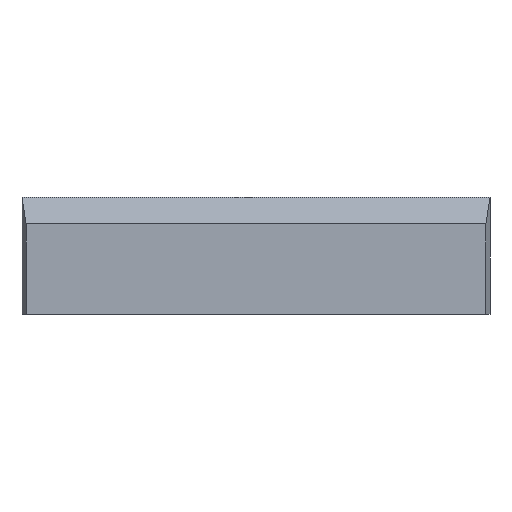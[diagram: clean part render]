
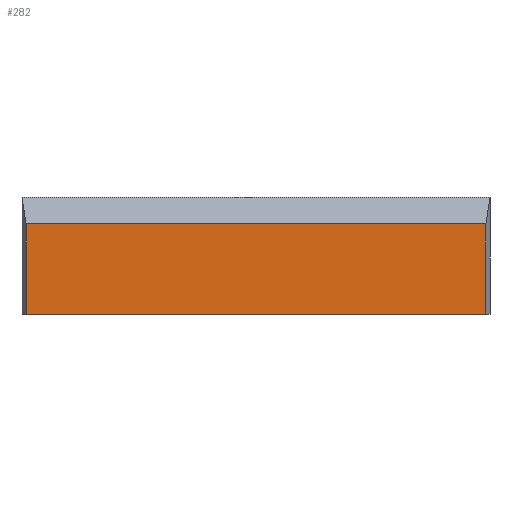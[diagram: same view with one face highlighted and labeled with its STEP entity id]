
A CAD part, top view. The second image highlights one B-rep face of the part: STEP entity #282.
In plain terms, the highlighted planar face has unit normal (0, 0, 1).
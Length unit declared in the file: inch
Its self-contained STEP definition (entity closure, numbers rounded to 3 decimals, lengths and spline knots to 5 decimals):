
#9 = DIRECTION ( 'NONE',  ( 0., 1., 0. ) ) ;
#13 = VERTEX_POINT ( 'NONE', #236 ) ;
#17 = DIRECTION ( 'NONE',  ( 0., 0., -1. ) ) ;
#35 = CARTESIAN_POINT ( 'NONE',  ( 1.7952, -2.90406, 0.11811 ) ) ;
#46 = EDGE_CURVE ( 'NONE', #49, #13, #269, .T. ) ;
#49 = VERTEX_POINT ( 'NONE', #243 ) ;
#57 = VECTOR ( 'NONE', #9, 39.37008 ) ;
#58 = CARTESIAN_POINT ( 'NONE',  ( 0., 0.35047, 0.11811 ) ) ;
#60 = FACE_OUTER_BOUND ( 'NONE', #168, .T. ) ;
#65 = LINE ( 'NONE', #182, #311 ) ;
#72 = ORIENTED_EDGE ( 'NONE', *, *, #175, .T. ) ;
#90 = CARTESIAN_POINT ( 'NONE',  ( 0.01582, 0., 0.11811 ) ) ;
#105 = DIRECTION ( 'NONE',  ( 1., 0., 0. ) ) ;
#112 = CARTESIAN_POINT ( 'NONE',  ( 0., 0.45276, 0.11811 ) ) ;
#125 = ORIENTED_EDGE ( 'NONE', *, *, #46, .F. ) ;
#138 = PLANE ( 'NONE',  #186 ) ;
#143 = DIRECTION ( 'NONE',  ( -1., 0., 0. ) ) ;
#144 = ORIENTED_EDGE ( 'NONE', *, *, #288, .T. ) ;
#156 = LINE ( 'NONE', #302, #158 ) ;
#158 = VECTOR ( 'NONE', #174, 39.37008 ) ;
#168 = EDGE_LOOP ( 'NONE', ( #211, #72, #144, #125 ) ) ;
#174 = DIRECTION ( 'NONE',  ( 1., 0., 0. ) ) ;
#175 = EDGE_CURVE ( 'NONE', #317, #233, #156, .T. ) ;
#182 = CARTESIAN_POINT ( 'NONE',  ( 0.01582, -2.7762, 0.11811 ) ) ;
#186 = AXIS2_PLACEMENT_3D ( 'NONE', #112, #17, #143 ) ;
#193 = VECTOR ( 'NONE', #105, 39.37008 ) ;
#206 = LINE ( 'NONE', #35, #57 ) ;
#211 = ORIENTED_EDGE ( 'NONE', *, *, #253, .F. ) ;
#233 = VERTEX_POINT ( 'NONE', #252 ) ;
#236 = CARTESIAN_POINT ( 'NONE',  ( 1.7952, 0.35047, 0.11811 ) ) ;
#243 = CARTESIAN_POINT ( 'NONE',  ( 0.01582, 0.35047, 0.11811 ) ) ;
#250 = DIRECTION ( 'NONE',  ( 0., 1., 0. ) ) ;
#252 = CARTESIAN_POINT ( 'NONE',  ( 1.7952, 0., 0.11811 ) ) ;
#253 = EDGE_CURVE ( 'NONE', #317, #49, #65, .T. ) ;
#269 = LINE ( 'NONE', #58, #193 ) ;
#282 = ADVANCED_FACE ( 'NONE', ( #60 ), #138, .F. ) ;
#288 = EDGE_CURVE ( 'NONE', #233, #13, #206, .T. ) ;
#302 = CARTESIAN_POINT ( 'NONE',  ( 0., 0., 0.11811 ) ) ;
#311 = VECTOR ( 'NONE', #250, 39.37008 ) ;
#317 = VERTEX_POINT ( 'NONE', #90 ) ;
